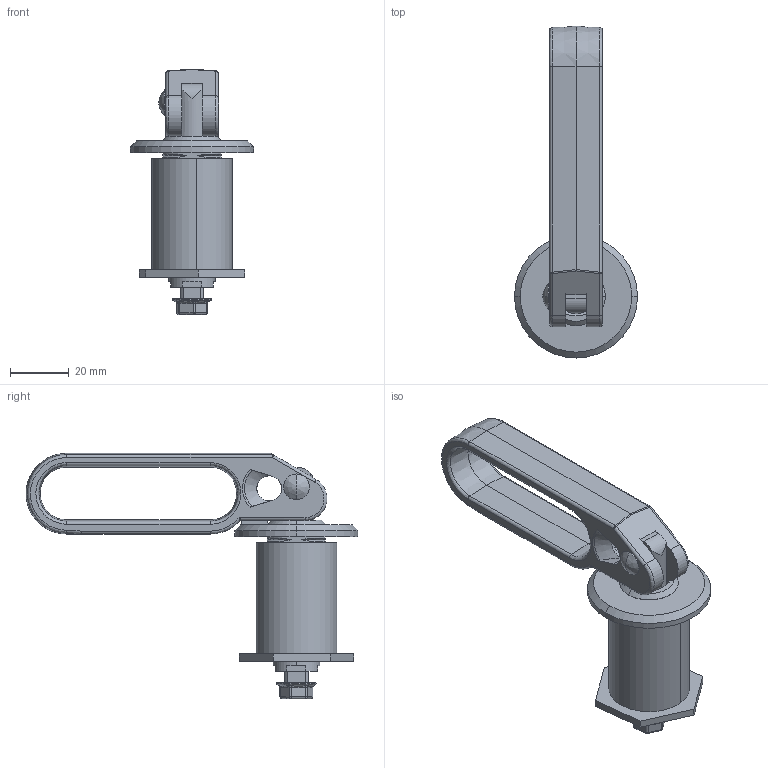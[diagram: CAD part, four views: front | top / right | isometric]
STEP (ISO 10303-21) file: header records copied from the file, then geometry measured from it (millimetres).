
FILE_DESCRIPTION (( 'STEP AP214' ), '1' );
FILE_NAME ('275006-40_Industrilas.step', '2025-08-25T08:38:36', ( '' ), ( '' ), 'SwSTEP 2.0', 'SolidWorks 2010', '' );
FILE_SCHEMA (( 'AUTOMOTIVE_DESIGN' ));
Length unit declared in the file: millimetre
Products named in the file (9): 291127; 27500401; 27500405_27500605; 27500403-50_27500403-40; 27500404; 052483; 012103; 062195; 275006-40_Industrilas
Assembly tree (8 placements, depth 2):
  275006-40_Industrilas
    062195
    27500401
    291127
    27500405_27500605
    27500403-50_27500403-40
    27500404
    052483
    012103
Bounding box: 42 x 113.27 x 83.75 mm (x, y, z)
Volume: 47864.4 mm3; surface area: 32551.8 mm2
Topology: 8 solids, 8 shells, 764 faces, 1946 edges, 1194 vertices
Faces by surface type: cylinder 253, cone 189, bspline 181, plane 141
Entity records: 36871 total; most frequent: CARTESIAN_POINT 19906, ORIENTED_EDGE 3864, DIRECTION 2898, EDGE_CURVE 1932, VERTEX_POINT 1192, AXIS2_PLACEMENT_3D 1169, EDGE_LOOP 790, B_SPLINE_CURVE_WITH_KNOTS 776
